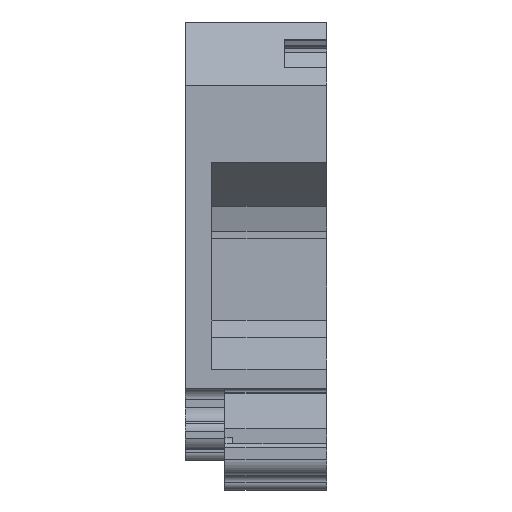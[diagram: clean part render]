
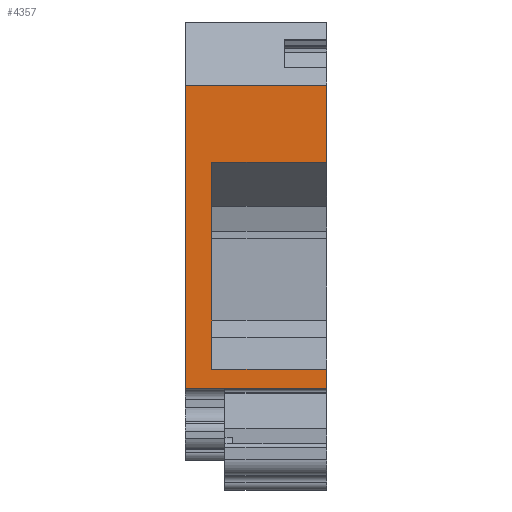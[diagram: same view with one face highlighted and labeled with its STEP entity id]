
A CAD part, front view. The second image highlights one B-rep face of the part: STEP entity #4357.
In plain terms, the highlighted planar face has unit normal (0, -1, 0).
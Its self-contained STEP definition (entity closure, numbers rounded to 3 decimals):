
#4333=AXIS2_PLACEMENT_3D('Plane Axis2P3D',#4330,#4331,#4332) ;
#3514=CARTESIAN_POINT('Vertex',(3.338,0.,41.549)) ;
#3517=CARTESIAN_POINT('Line Origine',(3.338,0.,28.434)) ;
#3521=CARTESIAN_POINT('Vertex',(3.338,0.,15.319)) ;
#3548=CARTESIAN_POINT('Line Origine',(10.619,0.,15.319)) ;
#3552=CARTESIAN_POINT('Vertex',(17.9,0.,15.319)) ;
#3577=CARTESIAN_POINT('Vertex',(17.9,0.,41.549)) ;
#3580=CARTESIAN_POINT('Line Origine',(10.619,0.,41.549)) ;
#3713=CARTESIAN_POINT('Vertex',(17.9,0.,51.349)) ;
#3716=CARTESIAN_POINT('Line Origine',(17.9,0.,46.449)) ;
#3721=CARTESIAN_POINT('Line Origine',(17.9,0.,14.084)) ;
#3725=CARTESIAN_POINT('Vertex',(17.9,0.,12.849)) ;
#4306=CARTESIAN_POINT('Line Origine',(8.95,0.,51.349)) ;
#4310=CARTESIAN_POINT('Vertex',(0.,0.,51.349)) ;
#4330=CARTESIAN_POINT('Axis2P3D Location',(2.,0.,12.849)) ;
#4335=CARTESIAN_POINT('Line Origine',(0.,0.,32.099)) ;
#4339=CARTESIAN_POINT('Vertex',(0.,0.,12.849)) ;
#4342=CARTESIAN_POINT('Line Origine',(8.95,0.,12.849)) ;
#3518=DIRECTION('Vector Direction',(0.,0.,-1.)) ;
#3549=DIRECTION('Vector Direction',(1.,0.,0.)) ;
#3581=DIRECTION('Vector Direction',(-1.,0.,0.)) ;
#3717=DIRECTION('Vector Direction',(0.,0.,-1.)) ;
#3722=DIRECTION('Vector Direction',(0.,0.,-1.)) ;
#4307=DIRECTION('Vector Direction',(1.,0.,0.)) ;
#4331=DIRECTION('Axis2P3D Direction',(0.,1.,0.)) ;
#4332=DIRECTION('Axis2P3D XDirection',(-1.,0.,0.)) ;
#4336=DIRECTION('Vector Direction',(0.,0.,-1.)) ;
#4343=DIRECTION('Vector Direction',(-1.,0.,0.)) ;
#3519=VECTOR('Line Direction',#3518,1.) ;
#3550=VECTOR('Line Direction',#3549,1.) ;
#3582=VECTOR('Line Direction',#3581,1.) ;
#3718=VECTOR('Line Direction',#3717,1.) ;
#3723=VECTOR('Line Direction',#3722,1.) ;
#4308=VECTOR('Line Direction',#4307,1.) ;
#4337=VECTOR('Line Direction',#4336,1.) ;
#4344=VECTOR('Line Direction',#4343,1.) ;
#4348=ORIENTED_EDGE('',*,*,#3720,.F.) ;
#4349=ORIENTED_EDGE('',*,*,#4312,.F.) ;
#4350=ORIENTED_EDGE('',*,*,#4341,.T.) ;
#4351=ORIENTED_EDGE('',*,*,#4346,.F.) ;
#4352=ORIENTED_EDGE('',*,*,#3727,.F.) ;
#4353=ORIENTED_EDGE('',*,*,#3554,.F.) ;
#4354=ORIENTED_EDGE('',*,*,#3523,.F.) ;
#4355=ORIENTED_EDGE('',*,*,#3584,.F.) ;
#4357=ADVANCED_FACE('NONE',(#4356),#4334,.F.) ;
#3523=EDGE_CURVE('',#3515,#3522,#3520,.T.) ;
#3554=EDGE_CURVE('',#3522,#3553,#3551,.T.) ;
#3584=EDGE_CURVE('',#3578,#3515,#3583,.T.) ;
#3720=EDGE_CURVE('',#3714,#3578,#3719,.T.) ;
#3727=EDGE_CURVE('',#3553,#3726,#3724,.T.) ;
#4312=EDGE_CURVE('',#4311,#3714,#4309,.T.) ;
#4341=EDGE_CURVE('',#4311,#4340,#4338,.T.) ;
#4346=EDGE_CURVE('',#3726,#4340,#4345,.T.) ;
#4347=EDGE_LOOP('',(#4348,#4349,#4350,#4351,#4352,#4353,#4354,#4355)) ;
#4356=FACE_OUTER_BOUND('',#4347,.T.) ;
#3520=LINE('Line',#3517,#3519) ;
#3551=LINE('Line',#3548,#3550) ;
#3583=LINE('Line',#3580,#3582) ;
#3719=LINE('Line',#3716,#3718) ;
#3724=LINE('Line',#3721,#3723) ;
#4309=LINE('Line',#4306,#4308) ;
#4338=LINE('Line',#4335,#4337) ;
#4345=LINE('Line',#4342,#4344) ;
#4334=PLANE('',#4333) ;
#3515=VERTEX_POINT('',#3514) ;
#3522=VERTEX_POINT('',#3521) ;
#3553=VERTEX_POINT('',#3552) ;
#3578=VERTEX_POINT('',#3577) ;
#3714=VERTEX_POINT('',#3713) ;
#3726=VERTEX_POINT('',#3725) ;
#4311=VERTEX_POINT('',#4310) ;
#4340=VERTEX_POINT('',#4339) ;
